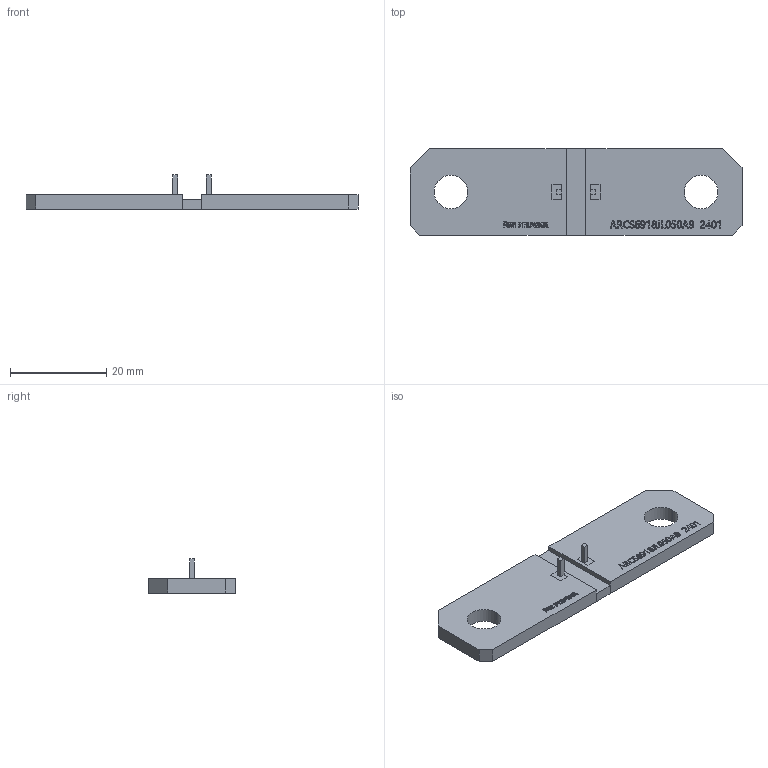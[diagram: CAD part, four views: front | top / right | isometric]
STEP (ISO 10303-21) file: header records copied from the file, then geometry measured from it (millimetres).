
FILE_DESCRIPTION (( 'STEP AP214' ), '1' );
FILE_NAME ('6918-L050-A9.STEP', '2024-05-24T05:01:22', ( 'Administrator' ), ( 'Administrator' ), 'SwSTEP 2.0', 'SolidWorks 2020', '' );
FILE_SCHEMA (( 'AUTOMOTIVE_DESIGN' ));
Length unit declared in the file: millimetre
Products named in the file (1): 6918-L050-A9
Bounding box: 69 x 18 x 7.1 mm (x, y, z)
Volume: 3369.1 mm3; surface area: 3253.6 mm2
Topology: 7 solids, 7 shells, 609 faces, 1620 edges, 1080 vertices
Faces by surface type: plane 408, bspline 184, cylinder 17
Entity records: 26650 total; most frequent: CARTESIAN_POINT 12266, ORIENTED_EDGE 3240, DIRECTION 2138, EDGE_CURVE 1620, LINE 1218, VECTOR 1218, VERTEX_POINT 1080, EDGE_LOOP 672
